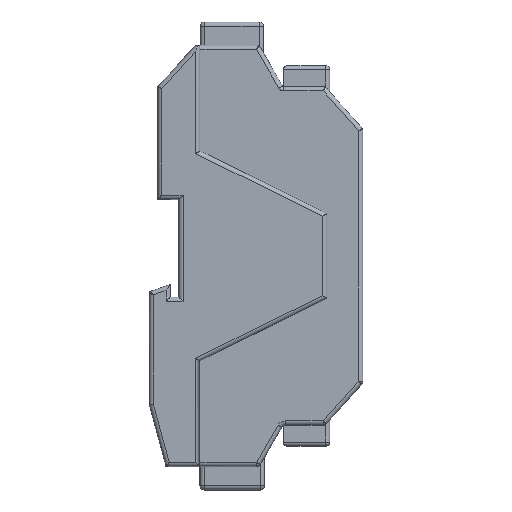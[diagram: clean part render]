
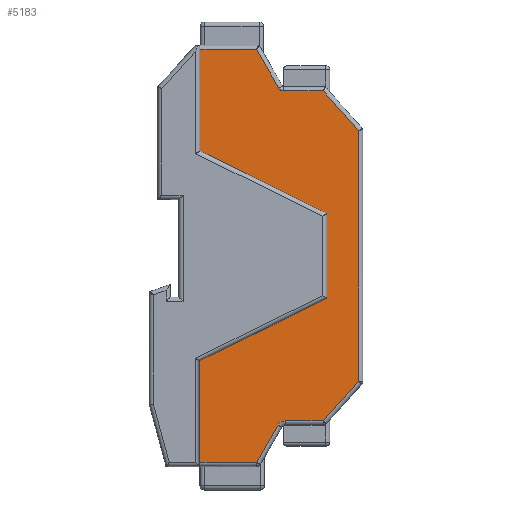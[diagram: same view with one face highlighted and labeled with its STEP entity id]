
A CAD part, top view. The second image highlights one B-rep face of the part: STEP entity #5183.
In plain terms, the highlighted planar face has unit normal (0, 0, 1).
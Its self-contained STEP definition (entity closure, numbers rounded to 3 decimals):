
#457=DIRECTION('',(0.,-1.,0.));
#458=VECTOR('',#457,24.);
#459=CARTESIAN_POINT('',(10.,48.8,10.25));
#460=LINE('',#459,#458);
#506=DIRECTION('',(-1.,0.,0.));
#507=VECTOR('',#506,13.373);
#508=CARTESIAN_POINT('',(23.373,48.8,10.25));
#509=LINE('',#508,#507);
#1435=DIRECTION('',(1.,0.,0.));
#1436=VECTOR('',#1435,13.373);
#1437=CARTESIAN_POINT('',(10.,-48.8,10.25));
#1438=LINE('',#1437,#1436);
#1449=DIRECTION('',(0.,-1.,0.));
#1450=VECTOR('',#1449,24.);
#1451=CARTESIAN_POINT('',(10.,-24.8,10.25));
#1452=LINE('',#1451,#1450);
#1475=DIRECTION('',(0.5,-0.866,0.));
#1476=VECTOR('',#1475,10.594);
#1477=CARTESIAN_POINT('',(23.373,48.8,10.25));
#1478=LINE('',#1477,#1476);
#1482=CARTESIAN_POINT('',(29.753,40.25,10.25));
#1483=DIRECTION('',(0.,0.,1.));
#1484=DIRECTION('',(-0.866,-0.5,0.));
#1485=AXIS2_PLACEMENT_3D('',#1482,#1483,#1484);
#1490=DIRECTION('',(0.664,-0.747,0.));
#1491=VECTOR('',#1490,12.552);
#1492=CARTESIAN_POINT('',(39.159,39.,10.25));
#1493=LINE('',#1492,#1491);
#1497=DIRECTION('',(-0.664,-0.747,0.));
#1498=VECTOR('',#1497,12.552);
#1499=CARTESIAN_POINT('',(47.5,-29.62,10.25));
#1500=LINE('',#1499,#1498);
#1504=CARTESIAN_POINT('',(30.186,-41.,10.25));
#1505=DIRECTION('',(0.,0.,1.));
#1506=DIRECTION('',(0.,1.,0.));
#1507=AXIS2_PLACEMENT_3D('',#1504,#1505,#1506);
#1512=DIRECTION('',(-0.5,-0.866,0.));
#1513=VECTOR('',#1512,10.161);
#1514=CARTESIAN_POINT('',(28.454,-40.,10.25));
#1515=LINE('',#1514,#1513);
#1519=DIRECTION('',(0.897,0.442,0.));
#1520=VECTOR('',#1519,33.452);
#1521=CARTESIAN_POINT('',(10.,-24.8,10.25));
#1522=LINE('',#1521,#1520);
#1526=DIRECTION('',(-0.897,0.442,0.));
#1527=VECTOR('',#1526,33.452);
#1528=CARTESIAN_POINT('',(40.,10.,10.25));
#1529=LINE('',#1528,#1527);
#2881=DIRECTION('',(1.,0.,0.));
#2882=VECTOR('',#2881,8.974);
#2883=CARTESIAN_POINT('',(30.186,-39.,10.25));
#2884=LINE('',#2883,#2882);
#2957=DIRECTION('',(0.,1.,0.));
#2958=VECTOR('',#2957,59.239);
#2959=CARTESIAN_POINT('',(47.5,-29.62,10.25));
#2960=LINE('',#2959,#2958);
#2992=DIRECTION('',(-1.,0.,0.));
#2993=VECTOR('',#2992,9.407);
#2994=CARTESIAN_POINT('',(39.159,39.,10.25));
#2995=LINE('',#2994,#2993);
#3091=DIRECTION('',(0.,-1.,0.));
#3092=VECTOR('',#3091,20.);
#3093=CARTESIAN_POINT('',(40.,10.,10.25));
#3094=LINE('',#3093,#3092);
#3449=CARTESIAN_POINT('',(23.373,48.8,10.25));
#3450=CARTESIAN_POINT('',(10.,48.8,10.25));
#3451=VERTEX_POINT('',#3449);
#3452=VERTEX_POINT('',#3450);
#3517=CARTESIAN_POINT('',(10.,-48.8,10.25));
#3518=CARTESIAN_POINT('',(23.373,-48.8,10.25));
#3519=VERTEX_POINT('',#3517);
#3520=VERTEX_POINT('',#3518);
#3521=CARTESIAN_POINT('',(28.67,39.625,10.25));
#3522=VERTEX_POINT('',#3521);
#3523=CARTESIAN_POINT('',(29.753,39.,10.25));
#3524=VERTEX_POINT('',#3523);
#3525=CARTESIAN_POINT('',(39.159,39.,10.25));
#3526=VERTEX_POINT('',#3525);
#3527=CARTESIAN_POINT('',(47.5,29.62,10.25));
#3528=VERTEX_POINT('',#3527);
#3529=CARTESIAN_POINT('',(47.5,-29.62,10.25));
#3530=VERTEX_POINT('',#3529);
#3531=CARTESIAN_POINT('',(39.159,-39.,10.25));
#3532=VERTEX_POINT('',#3531);
#3533=CARTESIAN_POINT('',(30.186,-39.,10.25));
#3534=VERTEX_POINT('',#3533);
#3535=CARTESIAN_POINT('',(28.454,-40.,10.25));
#3536=VERTEX_POINT('',#3535);
#3537=CARTESIAN_POINT('',(10.,-24.8,10.25));
#3538=VERTEX_POINT('',#3537);
#3539=CARTESIAN_POINT('',(40.,-10.,10.25));
#3540=VERTEX_POINT('',#3539);
#3541=CARTESIAN_POINT('',(40.,10.,10.25));
#3542=VERTEX_POINT('',#3541);
#3543=CARTESIAN_POINT('',(10.,24.8,10.25));
#3544=VERTEX_POINT('',#3543);
#5148=CARTESIAN_POINT('',(0.,0.,10.25));
#5149=DIRECTION('',(0.,0.,1.));
#5150=DIRECTION('',(0.,-1.,0.));
#5151=AXIS2_PLACEMENT_3D('',#5148,#5149,#5150);
#5152=PLANE('',#5151);
#5153=ORIENTED_EDGE('',*,*,#4168,.F.);
#5155=ORIENTED_EDGE('',*,*,#5154,.T.);
#5157=ORIENTED_EDGE('',*,*,#5156,.T.);
#5159=ORIENTED_EDGE('',*,*,#5158,.F.);
#5161=ORIENTED_EDGE('',*,*,#5160,.T.);
#5163=ORIENTED_EDGE('',*,*,#5162,.F.);
#5165=ORIENTED_EDGE('',*,*,#5164,.T.);
#5167=ORIENTED_EDGE('',*,*,#5166,.F.);
#5169=ORIENTED_EDGE('',*,*,#5168,.T.);
#5171=ORIENTED_EDGE('',*,*,#5170,.T.);
#5172=ORIENTED_EDGE('',*,*,#5122,.F.);
#5173=ORIENTED_EDGE('',*,*,#5136,.F.);
#5175=ORIENTED_EDGE('',*,*,#5174,.T.);
#5177=ORIENTED_EDGE('',*,*,#5176,.F.);
#5179=ORIENTED_EDGE('',*,*,#5178,.T.);
#5180=ORIENTED_EDGE('',*,*,#4148,.F.);
#5181=EDGE_LOOP('',(#5153,#5155,#5157,#5159,#5161,#5163,#5165,#5167,#5169,#5171,
#5172,#5173,#5175,#5177,#5179,#5180));
#5182=FACE_OUTER_BOUND('',#5181,.F.);
#5183=ADVANCED_FACE('',(#5182),#5152,.T.);
#1486=CIRCLE('',#1485,1.25);
#1508=CIRCLE('',#1507,2.);
#4148=EDGE_CURVE('',#3452,#3544,#460,.T.);
#4168=EDGE_CURVE('',#3451,#3452,#509,.T.);
#5122=EDGE_CURVE('',#3519,#3520,#1438,.T.);
#5136=EDGE_CURVE('',#3538,#3519,#1452,.T.);
#5154=EDGE_CURVE('',#3451,#3522,#1478,.T.);
#5156=EDGE_CURVE('',#3522,#3524,#1486,.T.);
#5158=EDGE_CURVE('',#3526,#3524,#2995,.T.);
#5160=EDGE_CURVE('',#3526,#3528,#1493,.T.);
#5162=EDGE_CURVE('',#3530,#3528,#2960,.T.);
#5164=EDGE_CURVE('',#3530,#3532,#1500,.T.);
#5166=EDGE_CURVE('',#3534,#3532,#2884,.T.);
#5168=EDGE_CURVE('',#3534,#3536,#1508,.T.);
#5170=EDGE_CURVE('',#3536,#3520,#1515,.T.);
#5174=EDGE_CURVE('',#3538,#3540,#1522,.T.);
#5176=EDGE_CURVE('',#3542,#3540,#3094,.T.);
#5178=EDGE_CURVE('',#3542,#3544,#1529,.T.);
